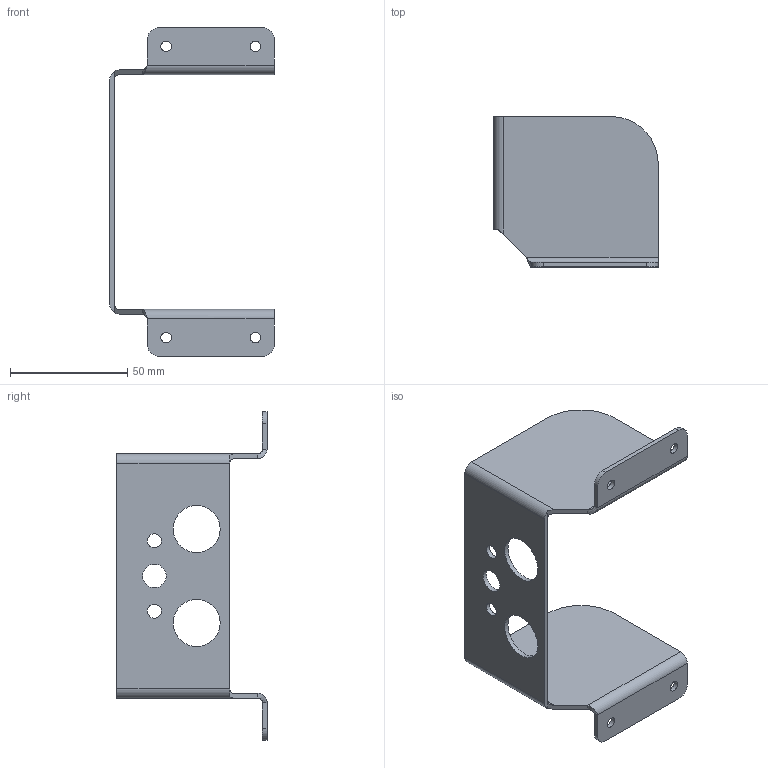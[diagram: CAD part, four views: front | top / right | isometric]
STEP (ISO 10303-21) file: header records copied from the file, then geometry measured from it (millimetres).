
FILE_DESCRIPTION(/* description */ (''),/* implementation_level */ '2;1');
FILE_NAME(/* name */ 'ROVER6_WHEEL_SUPPORT_BRAKET.step',/* time_stamp */ '2024-07-21T23:37:54+03:00',/* author */ (''),/* organization */ (''),/* preprocessor_version */ 'ST-DEVELOPER v20',/* originating_system */ 'Autodesk Translation Framework v13.14.0.145',/* authorisation */ '');
FILE_SCHEMA (('AUTOMOTIVE_DESIGN { 1 0 10303 214 3 1 1 }'));
Length unit declared in the file: millimetre
Products named in the file (1): ROVER6_WHEEL_SUPPORT_BRAKET
Bounding box: 70 x 64 x 140 mm (x, y, z)
Volume: 28221.4 mm3; surface area: 30042.3 mm2
Topology: 1 solids, 1 shells, 53 faces, 127 edges, 76 vertices
Faces by surface type: plane 28, cylinder 23, bspline 2
Full cylindrical faces by diameter (mm): 4.5 x4, 6 x2, 10 x1, 20 x2
Entity records: 1634 total; most frequent: CARTESIAN_POINT 319, DIRECTION 271, ORIENTED_EDGE 254, EDGE_CURVE 127, AXIS2_PLACEMENT_3D 96, LINE 79, VECTOR 79, VERTEX_POINT 76
